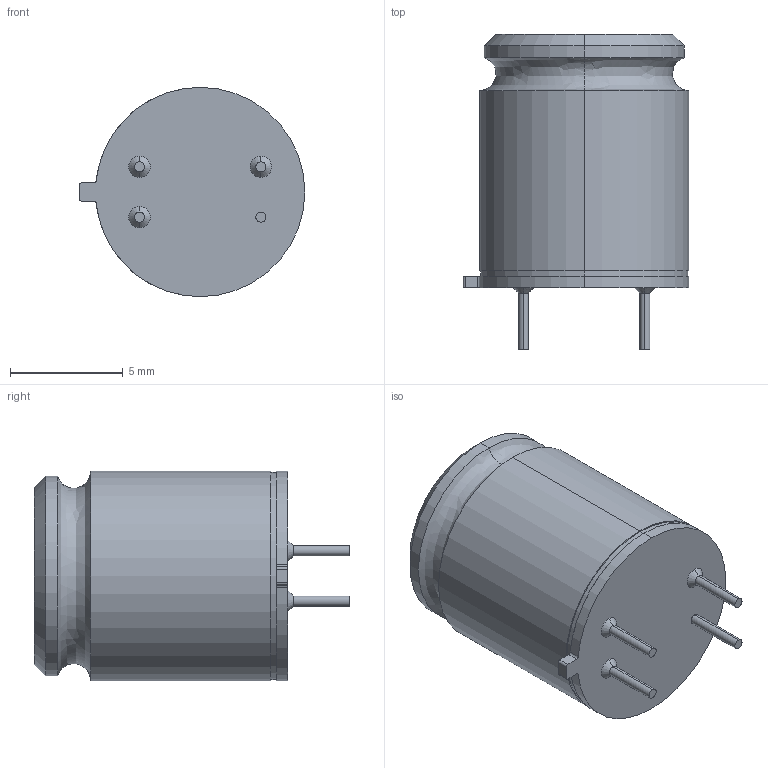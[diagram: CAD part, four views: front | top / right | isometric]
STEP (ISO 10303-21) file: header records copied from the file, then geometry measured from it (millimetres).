
FILE_DESCRIPTION (( 'STEP AP214' ), '1' );
FILE_NAME ('MLX90640ESF-BAB.STEP', '2022-03-08T06:37:13', ( 'boksop' ), ( '' ), 'SwSTEP 2.0', 'SolidWorks 2020', '' );
FILE_SCHEMA (( 'AUTOMOTIVE_DESIGN' ));
Length unit declared in the file: millimetre
Products named in the file (1): MLX90640ESF-BAB
Bounding box: 10.03 x 14 x 9.3 mm (x, y, z)
Volume: 620.7 mm3; surface area: 616.7 mm2
Topology: 1 solids, 1 shells, 65 faces, 154 edges, 95 vertices
Faces by surface type: cylinder 35, cone 11, plane 11, bspline 8
Entity records: 3439 total; most frequent: CARTESIAN_POINT 1566, ORIENTED_EDGE 302, DIRECTION 282, EDGE_CURVE 151, AXIS2_PLACEMENT_3D 113, VERTEX_POINT 95, EDGE_LOOP 72, FACE_OUTER_BOUND 65
